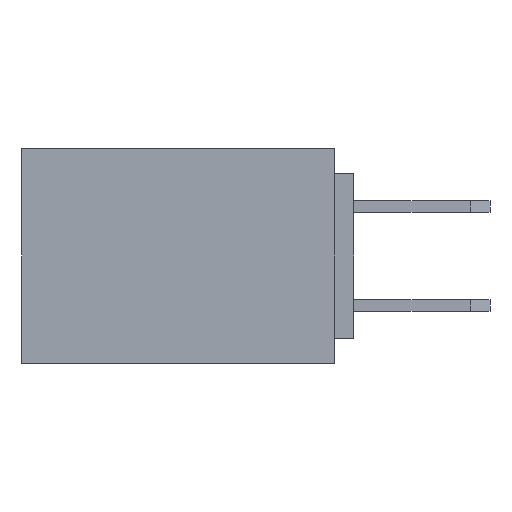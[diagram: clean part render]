
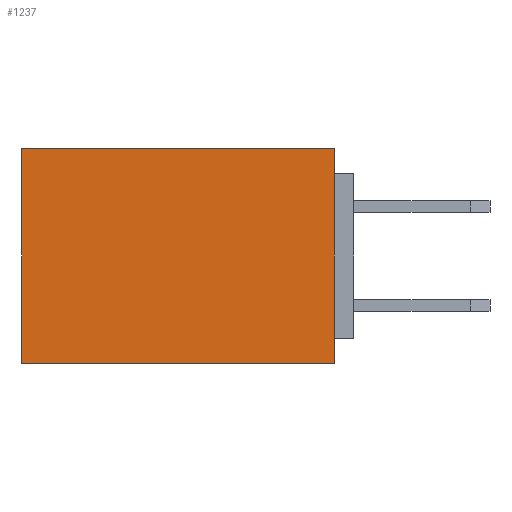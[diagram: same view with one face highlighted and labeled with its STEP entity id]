
A CAD part, left-side view. The second image highlights one B-rep face of the part: STEP entity #1237.
In plain terms, the highlighted planar face has unit normal (-1, 0, 0).
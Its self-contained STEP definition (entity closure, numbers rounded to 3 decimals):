
#1111=CARTESIAN_POINT('',(25.4,0.5,-4.25));
#1112=VERTEX_POINT('',#1111);
#1113=CARTESIAN_POINT('',(25.4,8.5,-4.25));
#1114=VERTEX_POINT('',#1113);
#1115=CARTESIAN_POINT('',(25.4,0.5,-4.25));
#1116=CARTESIAN_POINT('',(25.4,2.1,-4.25));
#1117=CARTESIAN_POINT('',(25.4,3.7,-4.25));
#1118=CARTESIAN_POINT('',(25.4,5.3,-4.25));
#1119=CARTESIAN_POINT('',(25.4,6.9,-4.25));
#1120=CARTESIAN_POINT('',(25.4,8.5,-4.25));
#1121=B_SPLINE_CURVE_WITH_KNOTS('',5,(#1115,#1116,#1117,#1118,#1119,#1120),.UNSPECIFIED.,.F.,.U.,(6,6),(0.,8.),.UNSPECIFIED.);
#1122=EDGE_CURVE('',#1112,#1114,#1121,.T.);
#1163=CARTESIAN_POINT('',(25.4,8.5,1.25));
#1164=VERTEX_POINT('',#1163);
#1165=CARTESIAN_POINT('',(25.4,0.5,1.25));
#1166=VERTEX_POINT('',#1165);
#1167=CARTESIAN_POINT('',(25.4,8.5,1.25));
#1168=CARTESIAN_POINT('',(25.4,6.9,1.25));
#1169=CARTESIAN_POINT('',(25.4,5.3,1.25));
#1170=CARTESIAN_POINT('',(25.4,3.7,1.25));
#1171=CARTESIAN_POINT('',(25.4,2.1,1.25));
#1172=CARTESIAN_POINT('',(25.4,0.5,1.25));
#1173=B_SPLINE_CURVE_WITH_KNOTS('',5,(#1167,#1168,#1169,#1170,#1171,#1172),.UNSPECIFIED.,.F.,.U.,(6,6),(0.,8.),.UNSPECIFIED.);
#1174=EDGE_CURVE('',#1164,#1166,#1173,.T.);
#1210=CARTESIAN_POINT('',(25.4,4.5,-1.5));
#1211=DIRECTION('',(0.,0.,1.));
#1212=DIRECTION('',(-1.,0.,0.));
#1213=AXIS2_PLACEMENT_3D('',#1210,#1212,#1211);
#1214=PLANE('',#1213);
#1215=ORIENTED_EDGE('',*,*,#1174,.F.);
#1216=CARTESIAN_POINT('',(25.4,8.5,1.25));
#1217=CARTESIAN_POINT('',(25.4,8.5,0.15));
#1218=CARTESIAN_POINT('',(25.4,8.5,-0.95));
#1219=CARTESIAN_POINT('',(25.4,8.5,-2.05));
#1220=CARTESIAN_POINT('',(25.4,8.5,-3.15));
#1221=CARTESIAN_POINT('',(25.4,8.5,-4.25));
#1222=B_SPLINE_CURVE_WITH_KNOTS('',5,(#1216,#1217,#1218,#1219,#1220,#1221),.UNSPECIFIED.,.F.,.U.,(6,6),(0.,5.5),.UNSPECIFIED.);
#1223=EDGE_CURVE('',#1164,#1114,#1222,.T.);
#1224=ORIENTED_EDGE('',*,*,#1223,.T.);
#1225=ORIENTED_EDGE('',*,*,#1122,.F.);
#1226=CARTESIAN_POINT('',(25.4,0.5,1.25));
#1227=CARTESIAN_POINT('',(25.4,0.5,0.15));
#1228=CARTESIAN_POINT('',(25.4,0.5,-0.95));
#1229=CARTESIAN_POINT('',(25.4,0.5,-2.05));
#1230=CARTESIAN_POINT('',(25.4,0.5,-3.15));
#1231=CARTESIAN_POINT('',(25.4,0.5,-4.25));
#1232=B_SPLINE_CURVE_WITH_KNOTS('',5,(#1226,#1227,#1228,#1229,#1230,#1231),.UNSPECIFIED.,.F.,.U.,(6,6),(0.,5.5),.UNSPECIFIED.);
#1233=EDGE_CURVE('',#1166,#1112,#1232,.T.);
#1234=ORIENTED_EDGE('',*,*,#1233,.F.);
#1235=EDGE_LOOP('',(#1215,#1224,#1225,#1234));
#1236=FACE_OUTER_BOUND('',#1235,.T.);
#1237=ADVANCED_FACE('',(#1236),#1214,.T.);
